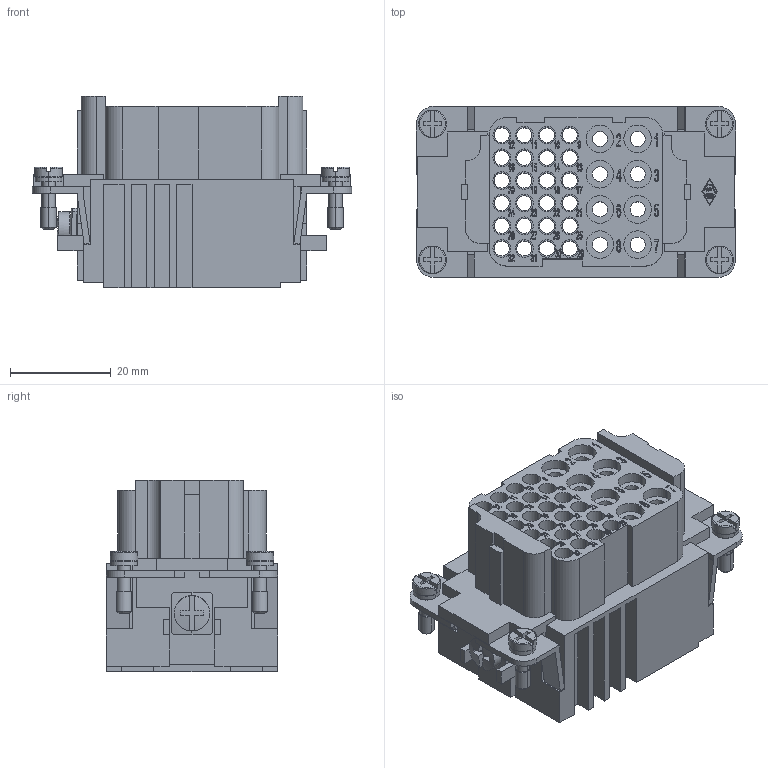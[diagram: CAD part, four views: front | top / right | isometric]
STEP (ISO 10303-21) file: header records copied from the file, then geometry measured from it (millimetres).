
FILE_DESCRIPTION((''),'2;1');
FILE_NAME('CXF 8_24.stp','2006-10-25T14:52:45',('gembarski'),(''),'Autodesk Inventor 7','Autodesk Inventor 7','');
FILE_SCHEMA(('AUTOMOTIVE_DESIGN { 1 0 10303 214 1 1 1 1 }'));
Length unit declared in the file: millimetre
Products named in the file (1): CXF 8_24
Bounding box: 63.4 x 34 x 38 mm (x, y, z)
Volume: 36105.2 mm3; surface area: 28483.3 mm2
Topology: 1 solids, 2 shells, 2194 faces, 5893 edges, 3915 vertices
Faces by surface type: bspline 1223, plane 877, cylinder 78, torus 8, sphere 4, cone 4
Entity records: 75408 total; most frequent: CARTESIAN_POINT 26948, ORIENTED_EDGE 11792, DIRECTION 6649, EDGE_CURVE 5896, VERTEX_POINT 3915, VECTOR 3553, LINE 3553, EDGE_LOOP 2486
